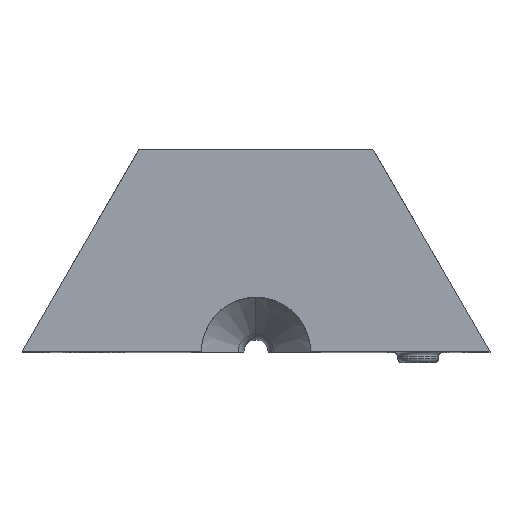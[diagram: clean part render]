
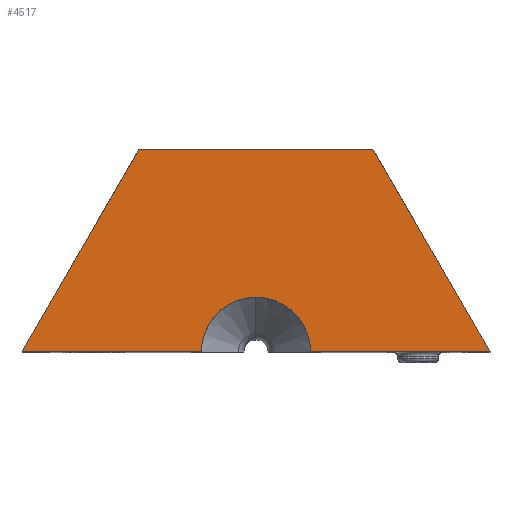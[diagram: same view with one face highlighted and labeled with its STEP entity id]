
A CAD part, top view. The second image highlights one B-rep face of the part: STEP entity #4517.
In plain terms, the highlighted planar face has unit normal (0, 0, 1).
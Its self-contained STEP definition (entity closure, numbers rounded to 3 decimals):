
#84 = PLANE('',#85);
#85 = AXIS2_PLACEMENT_3D('',#86,#87,#88);
#86 = CARTESIAN_POINT('',(0.,0.,15.));
#87 = DIRECTION('',(0.,1.,0.));
#88 = DIRECTION('',(0.,0.,1.));
#214 = PLANE('',#215);
#215 = AXIS2_PLACEMENT_3D('',#216,#217,#218);
#216 = CARTESIAN_POINT('',(0.,0.,15.));
#217 = DIRECTION('',(0.,1.,0.));
#218 = DIRECTION('',(0.,0.,1.));
#464 = VERTEX_POINT('',#465);
#465 = CARTESIAN_POINT('',(2.7,0.,24.658));
#477 = CYLINDRICAL_SURFACE('',#478,2.7);
#478 = AXIS2_PLACEMENT_3D('',#479,#480,#481);
#479 = CARTESIAN_POINT('',(0.,0.,27.));
#480 = DIRECTION('',(0.,0.,-1.));
#481 = DIRECTION('',(1.,0.,0.));
#489 = EDGE_CURVE('',#490,#464,#492,.T.);
#490 = VERTEX_POINT('',#491);
#491 = CARTESIAN_POINT('',(11.547,0.,24.658));
#492 = SURFACE_CURVE('',#493,(#497,#503),.PCURVE_S1.);
#493 = LINE('',#494,#495);
#494 = CARTESIAN_POINT('',(0.,0.,
    24.658));
#495 = VECTOR('',#496,1.);
#496 = DIRECTION('',(-1.,0.,0.));
#497 = PCURVE('',#84,#498);
#498 = DEFINITIONAL_REPRESENTATION('',(#499),#502);
#499 = B_SPLINE_CURVE_WITH_KNOTS('',1,(#500,#501),.UNSPECIFIED.,.F.,.F.,
  (2,2),(-13.856,13.856),.PIECEWISE_BEZIER_KNOTS.);
#500 = CARTESIAN_POINT('',(9.658,13.856));
#501 = CARTESIAN_POINT('',(9.658,-13.856));
#502 = ( GEOMETRIC_REPRESENTATION_CONTEXT(2) 
PARAMETRIC_REPRESENTATION_CONTEXT() REPRESENTATION_CONTEXT('2D SPACE',''
  ) );
#503 = PCURVE('',#504,#509);
#504 = PLANE('',#505);
#505 = AXIS2_PLACEMENT_3D('',#506,#507,#508);
#506 = CARTESIAN_POINT('',(0.,0.,24.658));
#507 = DIRECTION('',(0.,0.,1.));
#508 = DIRECTION('',(1.,0.,0.));
#509 = DEFINITIONAL_REPRESENTATION('',(#510),#513);
#510 = B_SPLINE_CURVE_WITH_KNOTS('',1,(#511,#512),.UNSPECIFIED.,.F.,.F.,
  (2,2),(-13.856,13.856),.PIECEWISE_BEZIER_KNOTS.);
#511 = CARTESIAN_POINT('',(13.856,0.));
#512 = CARTESIAN_POINT('',(-13.856,0.));
#513 = ( GEOMETRIC_REPRESENTATION_CONTEXT(2) 
PARAMETRIC_REPRESENTATION_CONTEXT() REPRESENTATION_CONTEXT('2D SPACE',''
  ) );
#531 = PLANE('',#532);
#532 = AXIS2_PLACEMENT_3D('',#533,#534,#535);
#533 = CARTESIAN_POINT('',(11.547,0.,2.76));
#534 = DIRECTION('',(-0.866,-0.5,0.));
#535 = DIRECTION('',(-0.5,0.866,0.));
#2026 = VERTEX_POINT('',#2027);
#2027 = CARTESIAN_POINT('',(-11.547,0.,24.658));
#2041 = PLANE('',#2042);
#2042 = AXIS2_PLACEMENT_3D('',#2043,#2044,#2045);
#2043 = CARTESIAN_POINT('',(-11.547,0.,2.76));
#2044 = DIRECTION('',(0.866,-0.5,0.));
#2045 = DIRECTION('',(-0.5,-0.866,-0.));
#2053 = EDGE_CURVE('',#2054,#2026,#2056,.T.);
#2054 = VERTEX_POINT('',#2055);
#2055 = CARTESIAN_POINT('',(-2.7,0.,24.658));
#2056 = SURFACE_CURVE('',#2057,(#2061,#2067),.PCURVE_S1.);
#2057 = LINE('',#2058,#2059);
#2058 = CARTESIAN_POINT('',(0.,0.,
    24.658));
#2059 = VECTOR('',#2060,1.);
#2060 = DIRECTION('',(-1.,0.,0.));
#2061 = PCURVE('',#214,#2062);
#2062 = DEFINITIONAL_REPRESENTATION('',(#2063),#2066);
#2063 = B_SPLINE_CURVE_WITH_KNOTS('',1,(#2064,#2065),.UNSPECIFIED.,.F.,
  .F.,(2,2),(-13.856,13.856),.PIECEWISE_BEZIER_KNOTS.);
#2064 = CARTESIAN_POINT('',(9.658,13.856));
#2065 = CARTESIAN_POINT('',(9.658,-13.856));
#2066 = ( GEOMETRIC_REPRESENTATION_CONTEXT(2) 
PARAMETRIC_REPRESENTATION_CONTEXT() REPRESENTATION_CONTEXT('2D SPACE',''
  ) );
#2067 = PCURVE('',#504,#2068);
#2068 = DEFINITIONAL_REPRESENTATION('',(#2069),#2072);
#2069 = B_SPLINE_CURVE_WITH_KNOTS('',1,(#2070,#2071),.UNSPECIFIED.,.F.,
  .F.,(2,2),(-13.856,13.856),.PIECEWISE_BEZIER_KNOTS.);
#2070 = CARTESIAN_POINT('',(13.856,0.));
#2071 = CARTESIAN_POINT('',(-13.856,0.));
#2072 = ( GEOMETRIC_REPRESENTATION_CONTEXT(2) 
PARAMETRIC_REPRESENTATION_CONTEXT() REPRESENTATION_CONTEXT('2D SPACE',''
  ) );
#4010 = EDGE_CURVE('',#490,#4011,#4013,.T.);
#4011 = VERTEX_POINT('',#4012);
#4012 = CARTESIAN_POINT('',(5.774,10.,24.658));
#4013 = SURFACE_CURVE('',#4014,(#4018,#4025),.PCURVE_S1.);
#4014 = LINE('',#4015,#4016);
#4015 = CARTESIAN_POINT('',(11.547,0.,24.658));
#4016 = VECTOR('',#4017,1.);
#4017 = DIRECTION('',(-0.5,0.866,0.));
#4018 = PCURVE('',#531,#4019);
#4019 = DEFINITIONAL_REPRESENTATION('',(#4020),#4024);
#4020 = LINE('',#4021,#4022);
#4021 = CARTESIAN_POINT('',(0.,-21.898));
#4022 = VECTOR('',#4023,1.);
#4023 = DIRECTION('',(1.,0.));
#4024 = ( GEOMETRIC_REPRESENTATION_CONTEXT(2) 
PARAMETRIC_REPRESENTATION_CONTEXT() REPRESENTATION_CONTEXT('2D SPACE',''
  ) );
#4025 = PCURVE('',#504,#4026);
#4026 = DEFINITIONAL_REPRESENTATION('',(#4027),#4031);
#4027 = LINE('',#4028,#4029);
#4028 = CARTESIAN_POINT('',(11.547,0.));
#4029 = VECTOR('',#4030,1.);
#4030 = DIRECTION('',(-0.5,0.866));
#4031 = ( GEOMETRIC_REPRESENTATION_CONTEXT(2) 
PARAMETRIC_REPRESENTATION_CONTEXT() REPRESENTATION_CONTEXT('2D SPACE',''
  ) );
#4049 = PLANE('',#4050);
#4050 = AXIS2_PLACEMENT_3D('',#4051,#4052,#4053);
#4051 = CARTESIAN_POINT('',(0.,10.,13.745));
#4052 = DIRECTION('',(0.,1.,0.));
#4053 = DIRECTION('',(0.,0.,1.));
#4517 = ADVANCED_FACE('',(#4518),#504,.T.);
#4518 = FACE_BOUND('',#4519,.T.);
#4519 = EDGE_LOOP('',(#4520,#4521,#4522,#4545,#4566,#4567,#4591));
#4520 = ORIENTED_EDGE('',*,*,#489,.F.);
#4521 = ORIENTED_EDGE('',*,*,#4010,.T.);
#4522 = ORIENTED_EDGE('',*,*,#4523,.T.);
#4523 = EDGE_CURVE('',#4011,#4524,#4526,.T.);
#4524 = VERTEX_POINT('',#4525);
#4525 = CARTESIAN_POINT('',(-5.774,10.,24.658));
#4526 = SURFACE_CURVE('',#4527,(#4531,#4538),.PCURVE_S1.);
#4527 = LINE('',#4528,#4529);
#4528 = CARTESIAN_POINT('',(5.774,10.,24.658));
#4529 = VECTOR('',#4530,1.);
#4530 = DIRECTION('',(-1.,0.,0.));
#4531 = PCURVE('',#504,#4532);
#4532 = DEFINITIONAL_REPRESENTATION('',(#4533),#4537);
#4533 = LINE('',#4534,#4535);
#4534 = CARTESIAN_POINT('',(5.774,10.));
#4535 = VECTOR('',#4536,1.);
#4536 = DIRECTION('',(-1.,0.));
#4537 = ( GEOMETRIC_REPRESENTATION_CONTEXT(2) 
PARAMETRIC_REPRESENTATION_CONTEXT() REPRESENTATION_CONTEXT('2D SPACE',''
  ) );
#4538 = PCURVE('',#4049,#4539);
#4539 = DEFINITIONAL_REPRESENTATION('',(#4540),#4544);
#4540 = LINE('',#4541,#4542);
#4541 = CARTESIAN_POINT('',(10.913,5.774));
#4542 = VECTOR('',#4543,1.);
#4543 = DIRECTION('',(0.,-1.));
#4544 = ( GEOMETRIC_REPRESENTATION_CONTEXT(2) 
PARAMETRIC_REPRESENTATION_CONTEXT() REPRESENTATION_CONTEXT('2D SPACE',''
  ) );
#4545 = ORIENTED_EDGE('',*,*,#4546,.F.);
#4546 = EDGE_CURVE('',#2026,#4524,#4547,.T.);
#4547 = SURFACE_CURVE('',#4548,(#4552,#4559),.PCURVE_S1.);
#4548 = LINE('',#4549,#4550);
#4549 = CARTESIAN_POINT('',(-11.547,0.,24.658));
#4550 = VECTOR('',#4551,1.);
#4551 = DIRECTION('',(0.5,0.866,0.));
#4552 = PCURVE('',#504,#4553);
#4553 = DEFINITIONAL_REPRESENTATION('',(#4554),#4558);
#4554 = LINE('',#4555,#4556);
#4555 = CARTESIAN_POINT('',(-11.547,0.));
#4556 = VECTOR('',#4557,1.);
#4557 = DIRECTION('',(0.5,0.866));
#4558 = ( GEOMETRIC_REPRESENTATION_CONTEXT(2) 
PARAMETRIC_REPRESENTATION_CONTEXT() REPRESENTATION_CONTEXT('2D SPACE',''
  ) );
#4559 = PCURVE('',#2041,#4560);
#4560 = DEFINITIONAL_REPRESENTATION('',(#4561),#4565);
#4561 = LINE('',#4562,#4563);
#4562 = CARTESIAN_POINT('',(-0.,-21.898));
#4563 = VECTOR('',#4564,1.);
#4564 = DIRECTION('',(-1.,0.));
#4565 = ( GEOMETRIC_REPRESENTATION_CONTEXT(2) 
PARAMETRIC_REPRESENTATION_CONTEXT() REPRESENTATION_CONTEXT('2D SPACE',''
  ) );
#4566 = ORIENTED_EDGE('',*,*,#2053,.F.);
#4567 = ORIENTED_EDGE('',*,*,#4568,.F.);
#4568 = EDGE_CURVE('',#4569,#2054,#4571,.T.);
#4569 = VERTEX_POINT('',#4570);
#4570 = CARTESIAN_POINT('',(0.,2.7,24.658));
#4571 = SURFACE_CURVE('',#4572,(#4577,#4584),.PCURVE_S1.);
#4572 = CIRCLE('',#4573,2.7);
#4573 = AXIS2_PLACEMENT_3D('',#4574,#4575,#4576);
#4574 = CARTESIAN_POINT('',(0.,0.,24.658));
#4575 = DIRECTION('',(0.,0.,1.));
#4576 = DIRECTION('',(-1.,0.,0.));
#4577 = PCURVE('',#504,#4578);
#4578 = DEFINITIONAL_REPRESENTATION('',(#4579),#4583);
#4579 = CIRCLE('',#4580,2.7);
#4580 = AXIS2_PLACEMENT_2D('',#4581,#4582);
#4581 = CARTESIAN_POINT('',(0.,0.));
#4582 = DIRECTION('',(-1.,0.));
#4583 = ( GEOMETRIC_REPRESENTATION_CONTEXT(2) 
PARAMETRIC_REPRESENTATION_CONTEXT() REPRESENTATION_CONTEXT('2D SPACE',''
  ) );
#4584 = PCURVE('',#477,#4585);
#4585 = DEFINITIONAL_REPRESENTATION('',(#4586),#4590);
#4586 = LINE('',#4587,#4588);
#4587 = CARTESIAN_POINT('',(9.425,2.342));
#4588 = VECTOR('',#4589,1.);
#4589 = DIRECTION('',(-1.,0.));
#4590 = ( GEOMETRIC_REPRESENTATION_CONTEXT(2) 
PARAMETRIC_REPRESENTATION_CONTEXT() REPRESENTATION_CONTEXT('2D SPACE',''
  ) );
#4591 = ORIENTED_EDGE('',*,*,#4592,.T.);
#4592 = EDGE_CURVE('',#4569,#464,#4593,.T.);
#4593 = SURFACE_CURVE('',#4594,(#4599,#4610),.PCURVE_S1.);
#4594 = CIRCLE('',#4595,2.7);
#4595 = AXIS2_PLACEMENT_3D('',#4596,#4597,#4598);
#4596 = CARTESIAN_POINT('',(0.,0.,24.658));
#4597 = DIRECTION('',(0.,0.,-1.));
#4598 = DIRECTION('',(1.,0.,0.));
#4599 = PCURVE('',#504,#4600);
#4600 = DEFINITIONAL_REPRESENTATION('',(#4601),#4609);
#4601 = ( BOUNDED_CURVE() B_SPLINE_CURVE(2,(#4602,#4603,#4604,#4605,
#4606,#4607,#4608),.UNSPECIFIED.,.F.,.F.) B_SPLINE_CURVE_WITH_KNOTS((1,2
    ,2,2,2,1),(-2.094,0.,2.094,4.189,
6.283,8.378),.UNSPECIFIED.) CURVE() 
GEOMETRIC_REPRESENTATION_ITEM() RATIONAL_B_SPLINE_CURVE((1.,0.5,1.,0.5,
1.,0.5,1.)) REPRESENTATION_ITEM('') );
#4602 = CARTESIAN_POINT('',(2.7,0.));
#4603 = CARTESIAN_POINT('',(2.7,-4.677));
#4604 = CARTESIAN_POINT('',(-1.35,-2.338));
#4605 = CARTESIAN_POINT('',(-5.4,0.));
#4606 = CARTESIAN_POINT('',(-1.35,2.338));
#4607 = CARTESIAN_POINT('',(2.7,4.677));
#4608 = CARTESIAN_POINT('',(2.7,0.));
#4609 = ( GEOMETRIC_REPRESENTATION_CONTEXT(2) 
PARAMETRIC_REPRESENTATION_CONTEXT() REPRESENTATION_CONTEXT('2D SPACE',''
  ) );
#4610 = PCURVE('',#477,#4611);
#4611 = DEFINITIONAL_REPRESENTATION('',(#4612),#4616);
#4612 = LINE('',#4613,#4614);
#4613 = CARTESIAN_POINT('',(0.,2.342));
#4614 = VECTOR('',#4615,1.);
#4615 = DIRECTION('',(1.,0.));
#4616 = ( GEOMETRIC_REPRESENTATION_CONTEXT(2) 
PARAMETRIC_REPRESENTATION_CONTEXT() REPRESENTATION_CONTEXT('2D SPACE',''
  ) );
